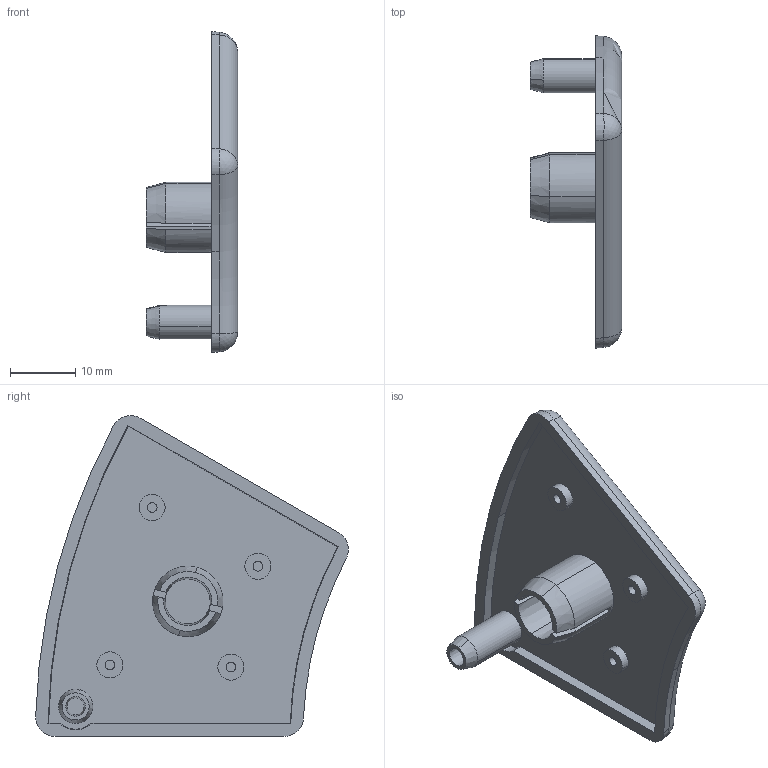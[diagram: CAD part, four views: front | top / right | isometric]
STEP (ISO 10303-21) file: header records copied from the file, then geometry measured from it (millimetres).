
FILE_DESCRIPTION(('STEP AP214'),'1');
FILE_NAME('cctmp_24225A99-2BAA-45DA-9F3A-BA172E4B6F59_2020_1_20_14_29_4_476..stp','2020-01-20T13:29:04',('Bosch Rexroth AG'),('CADClick - www.CADClick.com'),'Spatial InterOp 3D',' ','unknown authorization - (Healing Option Enabled)');
FILE_SCHEMA(('AUTOMOTIVE_DESIGN'));
Length unit declared in the file: millimetre
Products named in the file (1): 2020_01_20__14-29-04-474
Bounding box: 14 x 47.95 x 49.21 mm (x, y, z)
Volume: 5115.6 mm3; surface area: 5096.7 mm2
Topology: 1 solids, 1 shells, 78 faces, 179 edges, 115 vertices
Faces by surface type: plane 27, cylinder 22, cone 19, bspline 4, sphere 4, torus 2
Entity records: 2949 total; most frequent: CARTESIAN_POINT 532, DIRECTION 392, ORIENTED_EDGE 358, EDGE_CURVE 179, AXIS2_PLACEMENT_3D 168, VERTEX_POINT 115, CIRCLE 93, EDGE_LOOP 90
